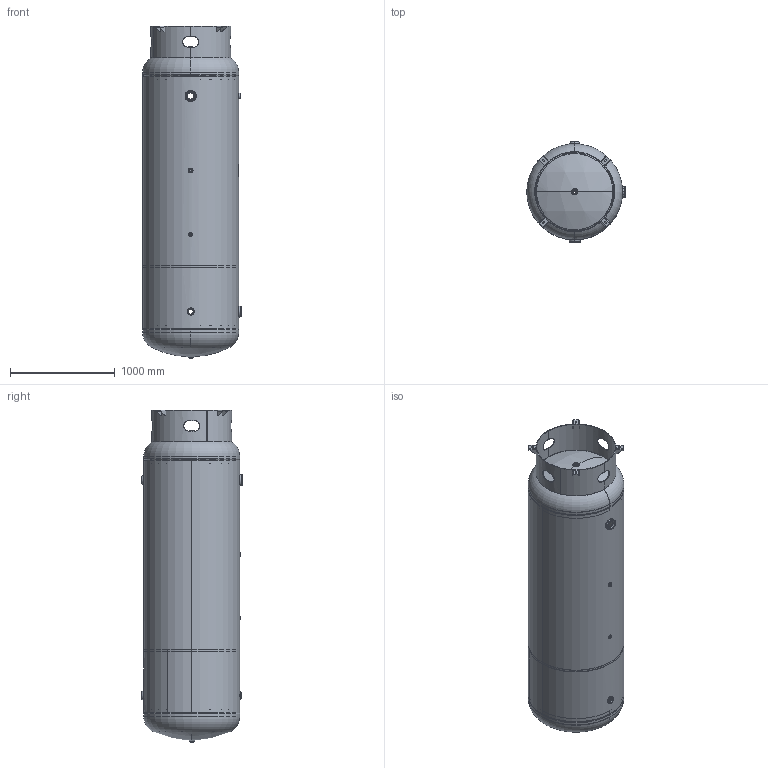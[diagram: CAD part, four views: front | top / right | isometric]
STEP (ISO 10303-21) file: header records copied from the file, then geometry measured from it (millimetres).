
FILE_DESCRIPTION (( 'STEP AP203' ), '1' );
FILE_NAME ('302436.STEP', '2012-02-14T19:01:21', ( '' ), ( '' ), 'SwSTEP 2.0', 'SolidWorks 2011', '' );
FILE_SCHEMA (( 'CONFIG_CONTROL_DESIGN' ));
Length unit declared in the file: inch
Products named in the file (1): 302436
Bounding box: 939.8 x 960.68 x 3169.41 mm (x, y, z)
Surface area: 19519326.7 mm2 (no closed solid volume)
Topology: 0 solids, 28 shells, 290 faces, 806 edges, 520 vertices
Faces by surface type: plane 94, cylinder 94, torus 76, bspline 18, sphere 8
Full cylindrical faces by diameter (mm): 905.713 x1, 914.4 x1
Entity records: 15504 total; most frequent: CARTESIAN_POINT 8021, DIRECTION 1650, ORIENTED_EDGE 1366, EDGE_CURVE 806, AXIS2_PLACEMENT_3D 671, VERTEX_POINT 520, CIRCLE 398, EDGE_LOOP 333
